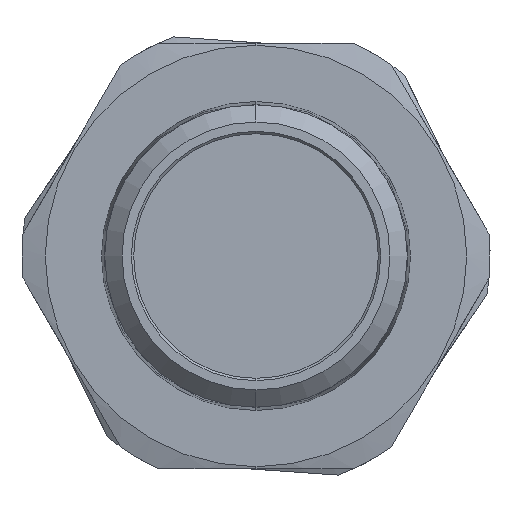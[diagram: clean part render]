
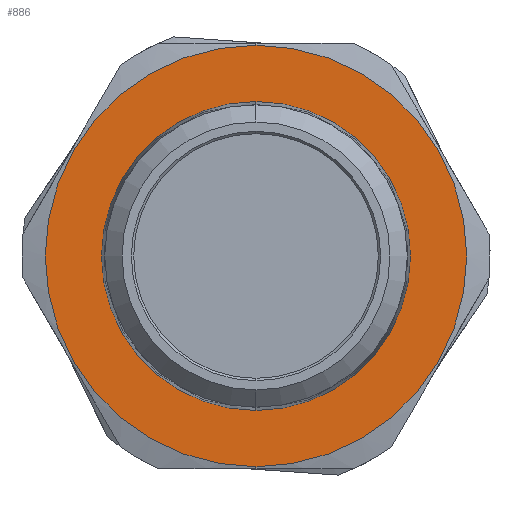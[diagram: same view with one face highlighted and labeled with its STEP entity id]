
A CAD part, left-side view. The second image highlights one B-rep face of the part: STEP entity #886.
In plain terms, the highlighted planar face has unit normal (-1, 0, 0).
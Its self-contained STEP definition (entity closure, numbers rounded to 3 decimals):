
#69 = AXIS2_PLACEMENT_3D ( 'NONE', #1564, #2406, #3186 ) ;
#108 = DIRECTION ( 'NONE',  ( -1., 0., 0. ) ) ;
#160 = EDGE_LOOP ( 'NONE', ( #588, #2751 ) ) ;
#214 = EDGE_CURVE ( 'NONE', #1854, #1279, #2616, .T. ) ;
#536 = CIRCLE ( 'NONE', #854, 16.7 ) ;
#583 = AXIS2_PLACEMENT_3D ( 'NONE', #861, #2002, #2025 ) ;
#588 = ORIENTED_EDGE ( 'NONE', *, *, #2290, .F. ) ;
#605 = CIRCLE ( 'NONE', #583, 22.778 ) ;
#771 = AXIS2_PLACEMENT_3D ( 'NONE', #3312, #3327, #3086 ) ;
#794 = CIRCLE ( 'NONE', #2236, 16.7 ) ;
#854 = AXIS2_PLACEMENT_3D ( 'NONE', #1670, #108, #1966 ) ;
#861 = CARTESIAN_POINT ( 'NONE',  ( -29.5, 0., 0. ) ) ;
#886 = ADVANCED_FACE ( 'NONE', ( #2509, #1548 ), #2641, .F. ) ;
#971 = CARTESIAN_POINT ( 'NONE',  ( -29.5, 0., 16.7 ) ) ;
#1161 = DIRECTION ( 'NONE',  ( -1., 0., 0. ) ) ;
#1233 = VERTEX_POINT ( 'NONE', #971 ) ;
#1279 = VERTEX_POINT ( 'NONE', #2594 ) ;
#1373 = EDGE_LOOP ( 'NONE', ( #1677, #1687 ) ) ;
#1386 = EDGE_CURVE ( 'NONE', #1709, #1233, #794, .T. ) ;
#1548 = FACE_OUTER_BOUND ( 'NONE', #1373, .T. ) ;
#1564 = CARTESIAN_POINT ( 'NONE',  ( -29.5, 16.7, 0. ) ) ;
#1670 = CARTESIAN_POINT ( 'NONE',  ( -29.5, 0., 0. ) ) ;
#1677 = ORIENTED_EDGE ( 'NONE', *, *, #214, .F. ) ;
#1687 = ORIENTED_EDGE ( 'NONE', *, *, #2733, .F. ) ;
#1709 = VERTEX_POINT ( 'NONE', #2904 ) ;
#1854 = VERTEX_POINT ( 'NONE', #2199 ) ;
#1966 = DIRECTION ( 'NONE',  ( 0., 0., 1. ) ) ;
#1972 = DIRECTION ( 'NONE',  ( 0., 0., 1. ) ) ;
#2002 = DIRECTION ( 'NONE',  ( 1., 0., 0. ) ) ;
#2025 = DIRECTION ( 'NONE',  ( 0., 0., -1. ) ) ;
#2199 = CARTESIAN_POINT ( 'NONE',  ( -29.5, 0., -22.778 ) ) ;
#2236 = AXIS2_PLACEMENT_3D ( 'NONE', #2286, #1161, #1972 ) ;
#2286 = CARTESIAN_POINT ( 'NONE',  ( -29.5, 0., 0. ) ) ;
#2290 = EDGE_CURVE ( 'NONE', #1233, #1709, #536, .T. ) ;
#2406 = DIRECTION ( 'NONE',  ( 1., 0., 0. ) ) ;
#2509 = FACE_BOUND ( 'NONE', #160, .T. ) ;
#2594 = CARTESIAN_POINT ( 'NONE',  ( -29.5, 0., 22.778 ) ) ;
#2616 = CIRCLE ( 'NONE', #771, 22.778 ) ;
#2641 = PLANE ( 'NONE',  #69 ) ;
#2733 = EDGE_CURVE ( 'NONE', #1279, #1854, #605, .T. ) ;
#2751 = ORIENTED_EDGE ( 'NONE', *, *, #1386, .F. ) ;
#2904 = CARTESIAN_POINT ( 'NONE',  ( -29.5, 0., -16.7 ) ) ;
#3086 = DIRECTION ( 'NONE',  ( 0., 0., -1. ) ) ;
#3186 = DIRECTION ( 'NONE',  ( 0., 0., -1. ) ) ;
#3312 = CARTESIAN_POINT ( 'NONE',  ( -29.5, 0., 0. ) ) ;
#3327 = DIRECTION ( 'NONE',  ( 1., 0., 0. ) ) ;
